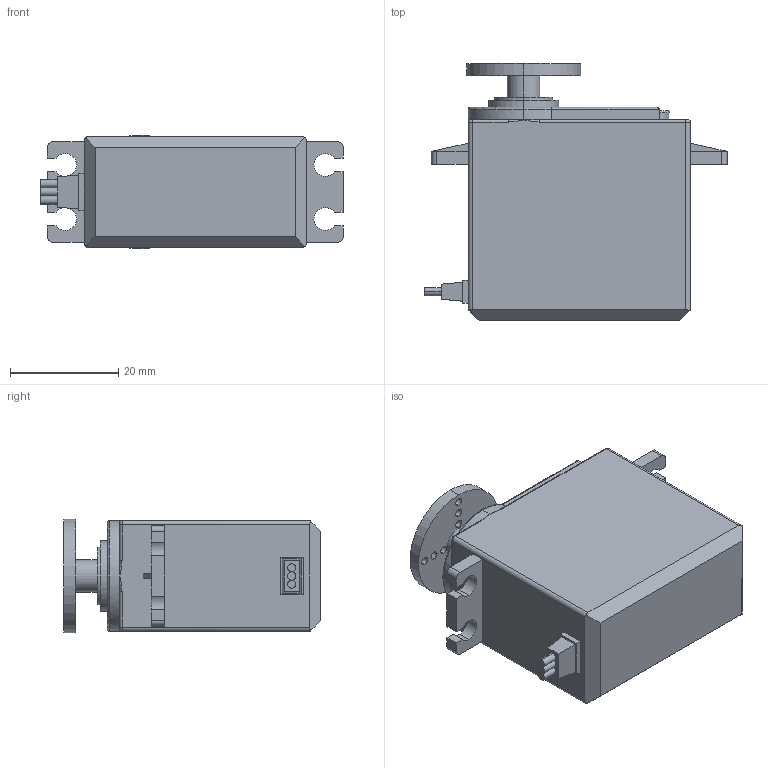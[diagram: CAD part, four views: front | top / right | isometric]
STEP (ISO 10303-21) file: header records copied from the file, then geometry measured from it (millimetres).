
FILE_DESCRIPTION (( 'STEP AP203' ), '1' );
FILE_NAME ('Servo Motor MG996R_Default_sldprt.STEP', '2024-10-15T08:15:05', ( '' ), ( '' ), 'SwSTEP 2.0', 'SolidWorks 2024', '' );
FILE_SCHEMA (( 'CONFIG_CONTROL_DESIGN' ));
Length unit declared in the file: millimetre
Products named in the file (1): Servo Motor MG996R_Default_sldprt
Bounding box: 55.8 x 47.4 x 21 mm (x, y, z)
Volume: 33876.6 mm3; surface area: 7974.1 mm2
Topology: 4 solids, 5 shells, 157 faces, 394 edges, 249 vertices
Faces by surface type: cylinder 74, plane 69, torus 8, bspline 6
Entity records: 4926 total; most frequent: CARTESIAN_POINT 1013, DIRECTION 827, ORIENTED_EDGE 776, EDGE_CURVE 388, AXIS2_PLACEMENT_3D 307, VERTEX_POINT 249, LINE 213, VECTOR 213
